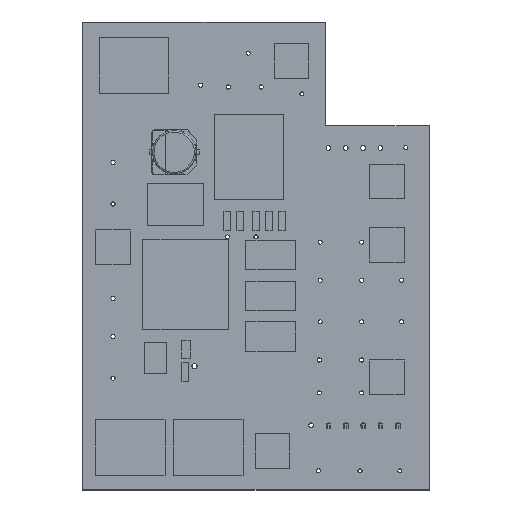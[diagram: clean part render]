
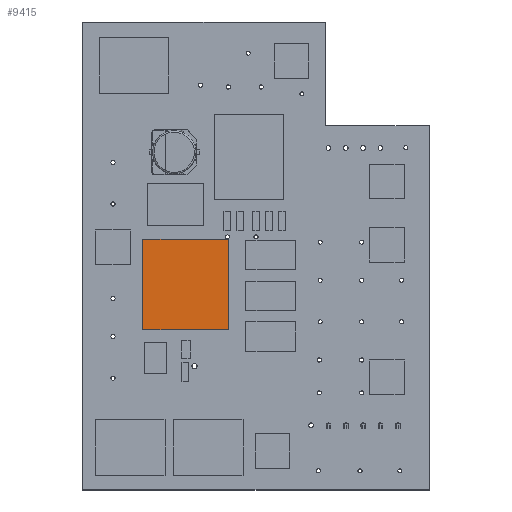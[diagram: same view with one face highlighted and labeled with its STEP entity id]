
A CAD part, top view. The second image highlights one B-rep face of the part: STEP entity #9415.
In plain terms, the highlighted planar face has unit normal (0, 0, 1).
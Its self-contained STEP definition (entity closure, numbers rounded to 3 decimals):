
#373=PLANE('',#10220);
#825=FACE_OUTER_BOUND('',#1422,.T.);
#1422=EDGE_LOOP('',(#6665,#6666,#6667,#6668));
#1950=LINE('',#13671,#3022);
#1954=LINE('',#13678,#3026);
#1957=LINE('',#13684,#3029);
#1959=LINE('',#13687,#3031);
#3022=VECTOR('',#11185,1000.);
#3026=VECTOR('',#11191,1000.);
#3029=VECTOR('',#11196,1000.);
#3031=VECTOR('',#11200,1000.);
#4310=VERTEX_POINT('',#13668);
#4311=VERTEX_POINT('',#13670);
#4313=VERTEX_POINT('',#13676);
#4315=VERTEX_POINT('',#13682);
#5201=EDGE_CURVE('',#4310,#4311,#1950,.T.);
#5205=EDGE_CURVE('',#4310,#4313,#1954,.T.);
#5208=EDGE_CURVE('',#4313,#4315,#1957,.T.);
#5210=EDGE_CURVE('',#4311,#4315,#1959,.T.);
#6665=ORIENTED_EDGE('',*,*,#5201,.F.);
#6666=ORIENTED_EDGE('',*,*,#5205,.T.);
#6667=ORIENTED_EDGE('',*,*,#5208,.T.);
#6668=ORIENTED_EDGE('',*,*,#5210,.F.);
#9415=ADVANCED_FACE('',(#825),#373,.T.);
#10220=AXIS2_PLACEMENT_3D('',#13688,#11201,#11202);
#11185=DIRECTION('',(0.,1.,0.));
#11191=DIRECTION('',(1.,0.,0.));
#11196=DIRECTION('',(0.,1.,0.));
#11200=DIRECTION('',(1.,0.,0.));
#11201=DIRECTION('center_axis',(0.,0.,
1.));
#11202=DIRECTION('ref_axis',(1.,0.,0.));
#13668=CARTESIAN_POINT('',(-6.52,-6.154,5.2));
#13670=CARTESIAN_POINT('',(-6.52,6.346,5.2));
#13671=CARTESIAN_POINT('',(-6.52,0.096,5.2));
#13676=CARTESIAN_POINT('',(6.78,-6.154,5.2));
#13678=CARTESIAN_POINT('',(0.13,-6.154,5.2));
#13682=CARTESIAN_POINT('',(6.78,6.346,5.2));
#13684=CARTESIAN_POINT('',(6.78,0.096,5.2));
#13687=CARTESIAN_POINT('',(0.13,6.346,5.2));
#13688=CARTESIAN_POINT('Origin',(0.13,0.096,5.2));
